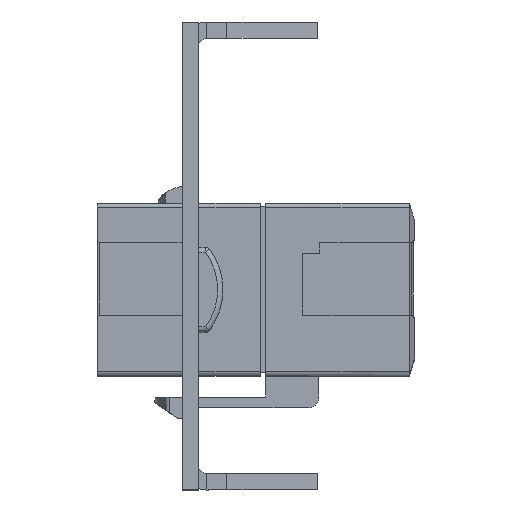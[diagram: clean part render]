
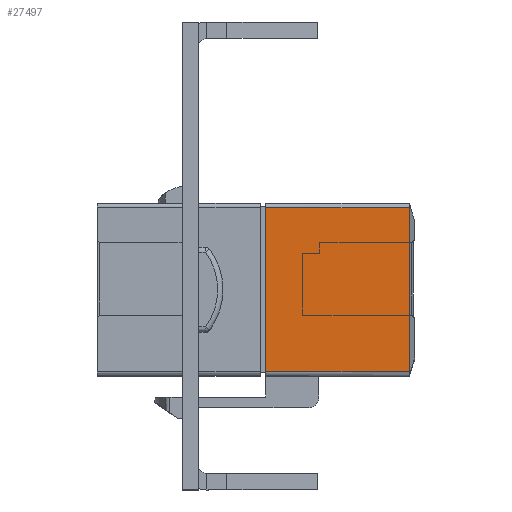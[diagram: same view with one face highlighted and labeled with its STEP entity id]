
A CAD part, left-side view. The second image highlights one B-rep face of the part: STEP entity #27497.
In plain terms, the highlighted face is planar.
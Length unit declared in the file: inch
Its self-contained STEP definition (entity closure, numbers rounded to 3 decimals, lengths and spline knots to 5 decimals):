
#134 = CARTESIAN_POINT ( 'NONE',  ( 0.2874, -0.56693, -0.31949 ) ) ;
#1842 = VECTOR ( 'NONE', #33365, 39.37008 ) ;
#2099 = EDGE_LOOP ( 'NONE', ( #20590, #22182, #14247, #4739 ) ) ;
#2898 = EDGE_CURVE ( 'NONE', #26347, #23683, #10222, .T. ) ;
#4177 = EDGE_CURVE ( 'NONE', #23683, #32982, #32902, .T. ) ;
#4287 = CARTESIAN_POINT ( 'NONE',  ( 0.2874, -0.03543, -0.30374 ) ) ;
#4361 = CARTESIAN_POINT ( 'NONE',  ( 0.2874, -0.56693, -0.30374 ) ) ;
#4739 = ORIENTED_EDGE ( 'NONE', *, *, #8426, .T. ) ;
#4775 = VECTOR ( 'NONE', #17904, 39.37008 ) ;
#6452 = EDGE_CURVE ( 'NONE', #26417, #32982, #9331, .T. ) ;
#8201 = DIRECTION ( 'NONE',  ( -1., 0., 0. ) ) ;
#8426 = EDGE_CURVE ( 'NONE', #26417, #26347, #22447, .T. ) ;
#9282 = DIRECTION ( 'NONE',  ( 0., 0., -1. ) ) ;
#9331 = LINE ( 'NONE', #30765, #16461 ) ;
#10222 = LINE ( 'NONE', #134, #30790 ) ;
#11894 = CARTESIAN_POINT ( 'NONE',  ( 0.2874, -0.56693, 0.30374 ) ) ;
#13512 = DIRECTION ( 'NONE',  ( 0., 0., -1. ) ) ;
#14247 = ORIENTED_EDGE ( 'NONE', *, *, #6452, .F. ) ;
#14587 = CARTESIAN_POINT ( 'NONE',  ( 0.2874, 0.58661, 0.30374 ) ) ;
#15709 = CARTESIAN_POINT ( 'NONE',  ( 0.2874, 0.58661, -0.31949 ) ) ;
#16461 = VECTOR ( 'NONE', #9282, 39.37008 ) ;
#17560 = AXIS2_PLACEMENT_3D ( 'NONE', #15709, #8201, #27028 ) ;
#17904 = DIRECTION ( 'NONE',  ( 0., 1., 0. ) ) ;
#18565 = CARTESIAN_POINT ( 'NONE',  ( 0.2874, 0.58661, -0.30374 ) ) ;
#20208 = CARTESIAN_POINT ( 'NONE',  ( 0.2874, -0.03543, 0.30374 ) ) ;
#20590 = ORIENTED_EDGE ( 'NONE', *, *, #2898, .T. ) ;
#22182 = ORIENTED_EDGE ( 'NONE', *, *, #4177, .T. ) ;
#22447 = LINE ( 'NONE', #14587, #1842 ) ;
#23683 = VERTEX_POINT ( 'NONE', #4361 ) ;
#24327 = PLANE ( 'NONE',  #17560 ) ;
#26347 = VERTEX_POINT ( 'NONE', #11894 ) ;
#26417 = VERTEX_POINT ( 'NONE', #20208 ) ;
#27028 = DIRECTION ( 'NONE',  ( 0., 0., 1. ) ) ;
#27497 = ADVANCED_FACE ( 'NONE', ( #28254 ), #24327, .F. ) ;
#28254 = FACE_OUTER_BOUND ( 'NONE', #2099, .T. ) ;
#30765 = CARTESIAN_POINT ( 'NONE',  ( 0.2874, -0.03543, 0.31949 ) ) ;
#30790 = VECTOR ( 'NONE', #13512, 39.37008 ) ;
#32902 = LINE ( 'NONE', #18565, #4775 ) ;
#32982 = VERTEX_POINT ( 'NONE', #4287 ) ;
#33365 = DIRECTION ( 'NONE',  ( 0., -1., 0. ) ) ;
